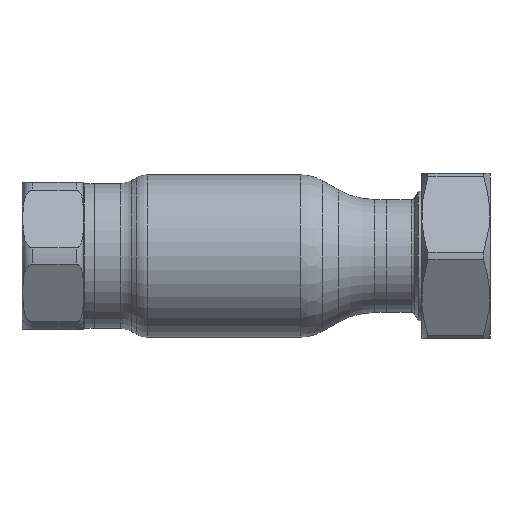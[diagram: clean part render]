
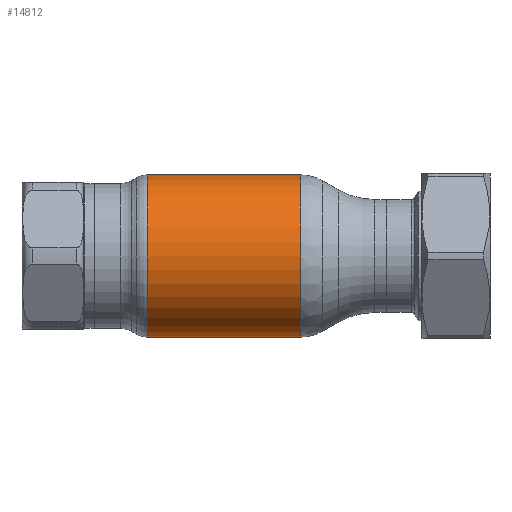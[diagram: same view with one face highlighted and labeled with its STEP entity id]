
A CAD part, front view. The second image highlights one B-rep face of the part: STEP entity #14812.
In plain terms, the highlighted cylindrical face has radius 22.5 mm (diameter 45 mm), a partial arc.
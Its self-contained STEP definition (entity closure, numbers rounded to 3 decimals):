
#1229 = ORIENTED_EDGE ( 'NONE', *, *, #40323, .T. ) ;
#2380 = DIRECTION ( 'NONE',  ( 1., 0., 0. ) ) ;
#5169 = EDGE_CURVE ( 'NONE', #15560, #21449, #26498, .T. ) ;
#7301 = VECTOR ( 'NONE', #2380, 1000. ) ;
#7482 = DIRECTION ( 'NONE',  ( 1., 0., 0. ) ) ;
#7771 = DIRECTION ( 'NONE',  ( 1., 0., 0. ) ) ;
#9377 = CIRCLE ( 'NONE', #38813, 22.5 ) ;
#11437 = FACE_OUTER_BOUND ( 'NONE', #58485, .T. ) ;
#14812 = ADVANCED_FACE ( 'NONE', ( #11437 ), #43240, .T. ) ;
#15560 = VERTEX_POINT ( 'NONE', #38192 ) ;
#17831 = CARTESIAN_POINT ( 'NONE',  ( 21.285, 0., 0. ) ) ;
#20334 = DIRECTION ( 'NONE',  ( 0., 0., -1. ) ) ;
#21449 = VERTEX_POINT ( 'NONE', #45587 ) ;
#21509 = CARTESIAN_POINT ( 'NONE',  ( 62.69, 0., 0. ) ) ;
#23422 = AXIS2_PLACEMENT_3D ( 'NONE', #21509, #34313, #20334 ) ;
#23951 = ORIENTED_EDGE ( 'NONE', *, *, #48697, .F. ) ;
#25684 = ORIENTED_EDGE ( 'NONE', *, *, #39142, .F. ) ;
#26169 = DIRECTION ( 'NONE',  ( 1., 0., 0. ) ) ;
#26498 = LINE ( 'NONE', #44924, #54037 ) ;
#31534 = VERTEX_POINT ( 'NONE', #52724 ) ;
#31856 = VERTEX_POINT ( 'NONE', #52802 ) ;
#31984 = AXIS2_PLACEMENT_3D ( 'NONE', #48188, #7482, #49358 ) ;
#33900 = LINE ( 'NONE', #43107, #7301 ) ;
#34313 = DIRECTION ( 'NONE',  ( 1., 0., 0. ) ) ;
#38192 = CARTESIAN_POINT ( 'NONE',  ( -21.285, 0., -22.5 ) ) ;
#38813 = AXIS2_PLACEMENT_3D ( 'NONE', #17831, #26169, #53448 ) ;
#39142 = EDGE_CURVE ( 'NONE', #31534, #31856, #33900, .T. ) ;
#40323 = EDGE_CURVE ( 'NONE', #31534, #15560, #46204, .T. ) ;
#43107 = CARTESIAN_POINT ( 'NONE',  ( 62.69, 0., 22.5 ) ) ;
#43240 = CYLINDRICAL_SURFACE ( 'NONE', #23422, 22.5 ) ;
#44924 = CARTESIAN_POINT ( 'NONE',  ( 62.69, 0., -22.5 ) ) ;
#45587 = CARTESIAN_POINT ( 'NONE',  ( 21.285, 0., -22.5 ) ) ;
#46204 = CIRCLE ( 'NONE', #31984, 22.5 ) ;
#48188 = CARTESIAN_POINT ( 'NONE',  ( -21.285, 0., 0. ) ) ;
#48697 = EDGE_CURVE ( 'NONE', #31856, #21449, #9377, .T. ) ;
#49358 = DIRECTION ( 'NONE',  ( 0., 0., -1. ) ) ;
#52724 = CARTESIAN_POINT ( 'NONE',  ( -21.285, 0., 22.5 ) ) ;
#52802 = CARTESIAN_POINT ( 'NONE',  ( 21.285, 0., 22.5 ) ) ;
#53448 = DIRECTION ( 'NONE',  ( 0., 0., -1. ) ) ;
#54037 = VECTOR ( 'NONE', #7771, 1000. ) ;
#55080 = ORIENTED_EDGE ( 'NONE', *, *, #5169, .T. ) ;
#58485 = EDGE_LOOP ( 'NONE', ( #25684, #1229, #55080, #23951 ) ) ;
